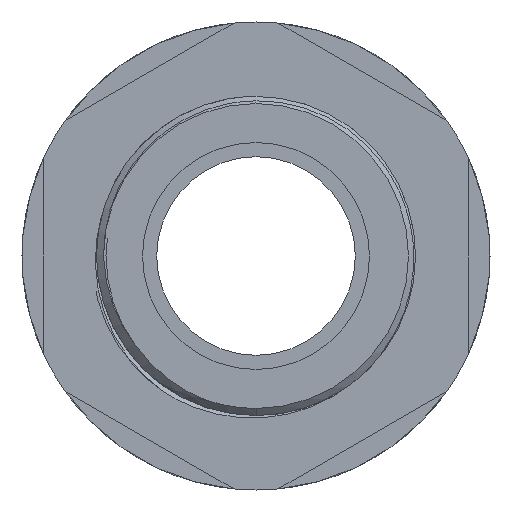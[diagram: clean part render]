
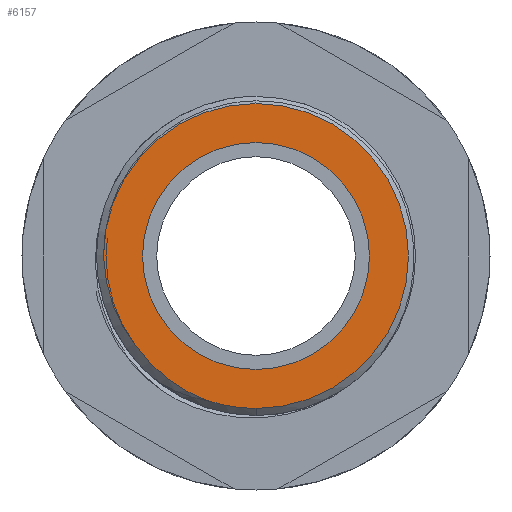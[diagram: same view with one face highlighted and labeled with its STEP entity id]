
A CAD part, front view. The second image highlights one B-rep face of the part: STEP entity #6157.
In plain terms, the highlighted planar face has unit normal (0, -1, 0).
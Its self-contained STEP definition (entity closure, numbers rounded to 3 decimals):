
#346 = AXIS2_PLACEMENT_3D ( 'NONE', #10276, #4852, #11053 ) ;
#351 = EDGE_LOOP ( 'NONE', ( #1567, #4483 ) ) ;
#454 = CARTESIAN_POINT ( 'NONE',  ( -5.731, -10., -9.027 ) ) ;
#824 = EDGE_CURVE ( 'NONE', #2262, #7747, #9587, .T. ) ;
#978 = EDGE_CURVE ( 'NONE', #4432, #2262, #11314, .T. ) ;
#1264 = AXIS2_PLACEMENT_3D ( 'NONE', #5036, #11214, #5912 ) ;
#1376 = CARTESIAN_POINT ( 'NONE',  ( -4.502, -10., -9.726 ) ) ;
#1567 = ORIENTED_EDGE ( 'NONE', *, *, #4082, .F. ) ;
#1762 = CIRCLE ( 'NONE', #346, 10.75 ) ;
#1869 = ORIENTED_EDGE ( 'NONE', *, *, #978, .T. ) ;
#1949 = DIRECTION ( 'NONE',  ( 0., 0., 1. ) ) ;
#1962 = DIRECTION ( 'NONE',  ( 0., -1., 0. ) ) ;
#1976 = CARTESIAN_POINT ( 'NONE',  ( 0., -10., 0. ) ) ;
#2262 = VERTEX_POINT ( 'NONE', #7052 ) ;
#2327 = CARTESIAN_POINT ( 'NONE',  ( -3.722, -10., -10.074 ) ) ;
#2424 = DIRECTION ( 'NONE',  ( 0., 1., 0. ) ) ;
#2614 = CIRCLE ( 'NONE', #4197, 8. ) ;
#2629 = FACE_OUTER_BOUND ( 'NONE', #3718, .T. ) ;
#2911 = ORIENTED_EDGE ( 'NONE', *, *, #5446, .T. ) ;
#3191 = CARTESIAN_POINT ( 'NONE',  ( 0., -10., 0. ) ) ;
#3205 = CARTESIAN_POINT ( 'NONE',  ( -8.212, -10., -6.718 ) ) ;
#3237 = CARTESIAN_POINT ( 'NONE',  ( 0., -10., -10.75 ) ) ;
#3286 = CARTESIAN_POINT ( 'NONE',  ( -3.192, -10., -10.265 ) ) ;
#3515 = VERTEX_POINT ( 'NONE', #3237 ) ;
#3627 = CARTESIAN_POINT ( 'NONE',  ( -8.537, -10., -6.249 ) ) ;
#3633 = CARTESIAN_POINT ( 'NONE',  ( -8.883, -10., -5.801 ) ) ;
#3635 = CARTESIAN_POINT ( 'NONE',  ( -9.193, -10., -5.325 ) ) ;
#3646 = CARTESIAN_POINT ( 'NONE',  ( -9.731, -10., -4.334 ) ) ;
#3653 = CARTESIAN_POINT ( 'NONE',  ( -9.958, -10., -3.824 ) ) ;
#3670 = CARTESIAN_POINT ( 'NONE',  ( -10.33, -10., -2.771 ) ) ;
#3678 = CARTESIAN_POINT ( 'NONE',  ( -10.475, -10., -2.229 ) ) ;
#3692 = CARTESIAN_POINT ( 'NONE',  ( -10.75, -10., -0.001 ) ) ;
#3718 = EDGE_LOOP ( 'NONE', ( #5554, #2911, #1869, #4588, #5508 ) ) ;
#3735 = CARTESIAN_POINT ( 'NONE',  ( -10.68, -10., -1.116 ) ) ;
#3814 = CARTESIAN_POINT ( 'NONE',  ( -10.737, -10., -0.559 ) ) ;
#3946 = CARTESIAN_POINT ( 'NONE',  ( 0., -10., -8. ) ) ;
#4082 = EDGE_CURVE ( 'NONE', #8940, #8799, #8920, .T. ) ;
#4141 = DIRECTION ( 'NONE',  ( 0., 0., -1. ) ) ;
#4197 = AXIS2_PLACEMENT_3D ( 'NONE', #3191, #9602, #4141 ) ;
#4217 = CARTESIAN_POINT ( 'NONE',  ( 0., -10., 10.75 ) ) ;
#4232 = DIRECTION ( 'NONE',  ( 0., -1., 0. ) ) ;
#4432 = VERTEX_POINT ( 'NONE', #4217 ) ;
#4483 = ORIENTED_EDGE ( 'NONE', *, *, #7025, .F. ) ;
#4588 = ORIENTED_EDGE ( 'NONE', *, *, #824, .T. ) ;
#4852 = DIRECTION ( 'NONE',  ( 0., -1., 0. ) ) ;
#4979 = EDGE_CURVE ( 'NONE', #7747, #8844, #7423, .T. ) ;
#5036 = CARTESIAN_POINT ( 'NONE',  ( 0., -10., 0. ) ) ;
#5098 = CARTESIAN_POINT ( 'NONE',  ( -7.851, -10., -7.157 ) ) ;
#5446 = EDGE_CURVE ( 'NONE', #3515, #4432, #1762, .T. ) ;
#5457 = AXIS2_PLACEMENT_3D ( 'NONE', #11339, #2424, #8848 ) ;
#5508 = ORIENTED_EDGE ( 'NONE', *, *, #4979, .T. ) ;
#5554 = ORIENTED_EDGE ( 'NONE', *, *, #6874, .T. ) ;
#5912 = DIRECTION ( 'NONE',  ( 0., 0., 1. ) ) ;
#5973 = CARTESIAN_POINT ( 'NONE',  ( -6.632, -10., -8.352 ) ) ;
#6157 = ADVANCED_FACE ( 'NONE', ( #11529, #2629 ), #7893, .F. ) ;
#6280 = CARTESIAN_POINT ( 'NONE',  ( -3.192, -10., -10.265 ) ) ;
#6874 = EDGE_CURVE ( 'NONE', #8844, #3515, #11177, .T. ) ;
#6919 = CARTESIAN_POINT ( 'NONE',  ( -5.255, -10., -9.329 ) ) ;
#7025 = EDGE_CURVE ( 'NONE', #8799, #8940, #2614, .T. ) ;
#7052 = CARTESIAN_POINT ( 'NONE',  ( -10.75, -10., -0.001 ) ) ;
#7423 = B_SPLINE_CURVE_WITH_KNOTS ( 'NONE', 3,
 ( #9614, #3205, #5098, #11254, #5973, #454, #6919, #1376, #7839, #2327, #8742, #3286 ),
 .UNSPECIFIED., .F., .F.,
 ( 4, 2, 2, 2, 2, 4 ),
 ( 0., 0.002, 0.003, 0.005, 0.006, 0.007 ),
 .UNSPECIFIED. ) ;
#7747 = VERTEX_POINT ( 'NONE', #11323 ) ;
#7839 = CARTESIAN_POINT ( 'NONE',  ( -4.243, -10., -9.85 ) ) ;
#7893 = PLANE ( 'NONE',  #5457 ) ;
#8167 = CARTESIAN_POINT ( 'NONE',  ( 0., -10., 8. ) ) ;
#8742 = CARTESIAN_POINT ( 'NONE',  ( -3.459, -10., -10.175 ) ) ;
#8799 = VERTEX_POINT ( 'NONE', #8167 ) ;
#8844 = VERTEX_POINT ( 'NONE', #6280 ) ;
#8848 = DIRECTION ( 'NONE',  ( 0., 0., 1. ) ) ;
#8920 = CIRCLE ( 'NONE', #10015, 8. ) ;
#8940 = VERTEX_POINT ( 'NONE', #3946 ) ;
#8996 = AXIS2_PLACEMENT_3D ( 'NONE', #1976, #1962, #1949 ) ;
#9587 = B_SPLINE_CURVE_WITH_KNOTS ( 'NONE', 3,
 ( #3692, #3814, #3735, #3678, #3670, #3653, #3646, #3635, #3633, #3627 ),
 .UNSPECIFIED., .F., .F.,
 ( 4, 2, 2, 2, 4 ),
 ( 0.015, 0.017, 0.018, 0.02, 0.022 ),
 .UNSPECIFIED. ) ;
#9602 = DIRECTION ( 'NONE',  ( 0., -1., 0. ) ) ;
#9614 = CARTESIAN_POINT ( 'NONE',  ( -8.537, -10., -6.249 ) ) ;
#9701 = CARTESIAN_POINT ( 'NONE',  ( 0., -10., 0. ) ) ;
#10015 = AXIS2_PLACEMENT_3D ( 'NONE', #9701, #4232, #10534 ) ;
#10276 = CARTESIAN_POINT ( 'NONE',  ( 0., -10., 0. ) ) ;
#10534 = DIRECTION ( 'NONE',  ( 0., 0., -1. ) ) ;
#11053 = DIRECTION ( 'NONE',  ( 0., 0., 1. ) ) ;
#11177 = CIRCLE ( 'NONE', #1264, 10.75 ) ;
#11214 = DIRECTION ( 'NONE',  ( 0., -1., 0. ) ) ;
#11254 = CARTESIAN_POINT ( 'NONE',  ( -7.058, -10., -7.977 ) ) ;
#11314 = CIRCLE ( 'NONE', #8996, 10.75 ) ;
#11323 = CARTESIAN_POINT ( 'NONE',  ( -8.537, -10., -6.249 ) ) ;
#11339 = CARTESIAN_POINT ( 'NONE',  ( 0., -10., 0. ) ) ;
#11529 = FACE_BOUND ( 'NONE', #351, .T. ) ;
